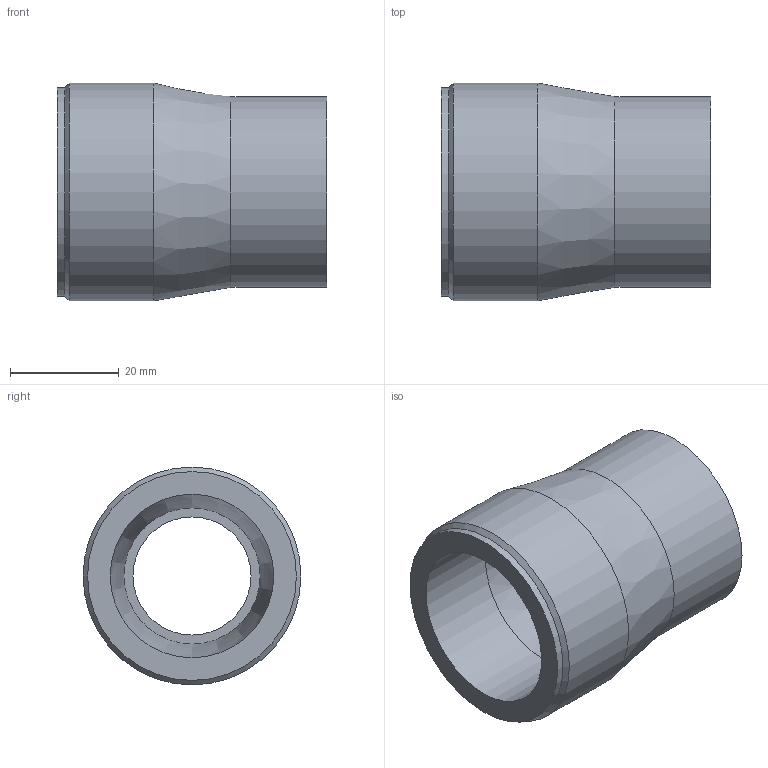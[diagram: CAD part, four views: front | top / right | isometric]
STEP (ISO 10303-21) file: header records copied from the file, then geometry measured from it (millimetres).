
FILE_DESCRIPTION( ( 'STEP AP203' ), '1' );
FILE_NAME( '30057402507(architecture400).stp', '2022-04-13T12:25:20', ( 'License CC BY-ND 4.0' ), ( 'CADENAS' ), ' ', 'PARTsolutions', ' ' );
FILE_SCHEMA( ( 'CONFIG_CONTROL_DESIGN' ) );
Length unit declared in the file: millimetre
Products named in the file (1): _30057402507(architecture400)
Bounding box: 49.5 x 40 x 40 mm (x, y, z)
Volume: 25831 mm3; surface area: 11290.7 mm2
Topology: 1 solids, 1 shells, 13 faces, 22 edges, 13 vertices
Faces by surface type: cylinder 6, plane 4, cone 3
Full cylindrical faces by diameter (mm): 21.667 x1, 25 x1, 30 x1, 35 x1, 38.333 x1, 40 x1
Entity records: 312 total; most frequent: DIRECTION 54, CARTESIAN_POINT 40, AXIS2_PLACEMENT_3D 27, EDGE_LOOP 26, ORIENTED_EDGE 26, FACE_OUTER_BOUND 19, ADVANCED_FACE 13, EDGE_CURVE 13
